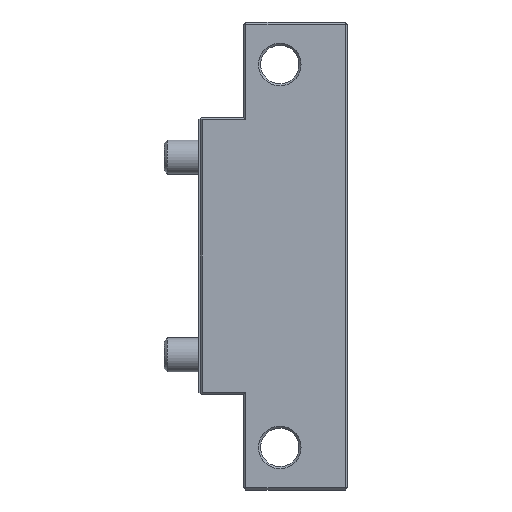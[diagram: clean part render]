
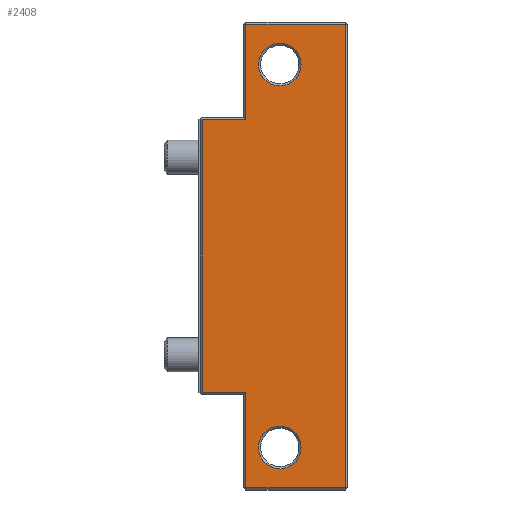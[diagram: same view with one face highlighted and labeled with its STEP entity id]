
A CAD part, front view. The second image highlights one B-rep face of the part: STEP entity #2408.
In plain terms, the highlighted planar face has unit normal (0, -1, 0).
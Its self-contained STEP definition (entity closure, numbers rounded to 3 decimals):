
#77=FACE_BOUND('',#787,.T.);
#78=FACE_BOUND('',#788,.T.);
#128=PLANE('',#2634);
#239=LINE('',#3836,#435);
#244=LINE('',#3846,#440);
#245=LINE('',#3848,#441);
#246=LINE('',#3850,#442);
#247=LINE('',#3852,#443);
#248=LINE('',#3854,#444);
#249=LINE('',#3856,#445);
#250=LINE('',#3857,#446);
#435=VECTOR('',#3077,10.);
#440=VECTOR('',#3084,10.);
#441=VECTOR('',#3085,10.);
#442=VECTOR('',#3086,10.);
#443=VECTOR('',#3087,10.);
#444=VECTOR('',#3088,10.);
#445=VECTOR('',#3089,10.);
#446=VECTOR('',#3090,10.);
#644=FACE_OUTER_BOUND('',#786,.T.);
#786=EDGE_LOOP('',(#1858,#1859,#1860,#1861,#1862,#1863,#1864,#1865));
#787=EDGE_LOOP('',(#1866));
#788=EDGE_LOOP('',(#1867));
#944=CIRCLE('',#2635,5.);
#945=CIRCLE('',#2636,5.);
#1103=VERTEX_POINT('',#3833);
#1104=VERTEX_POINT('',#3835);
#1108=VERTEX_POINT('',#3845);
#1109=VERTEX_POINT('',#3847);
#1110=VERTEX_POINT('',#3849);
#1111=VERTEX_POINT('',#3851);
#1112=VERTEX_POINT('',#3853);
#1113=VERTEX_POINT('',#3855);
#1114=VERTEX_POINT('',#3858);
#1115=VERTEX_POINT('',#3860);
#1365=EDGE_CURVE('',#1103,#1104,#239,.T.);
#1370=EDGE_CURVE('',#1108,#1103,#244,.T.);
#1371=EDGE_CURVE('',#1109,#1108,#245,.T.);
#1372=EDGE_CURVE('',#1110,#1109,#246,.T.);
#1373=EDGE_CURVE('',#1111,#1110,#247,.T.);
#1374=EDGE_CURVE('',#1112,#1111,#248,.T.);
#1375=EDGE_CURVE('',#1113,#1112,#249,.T.);
#1376=EDGE_CURVE('',#1104,#1113,#250,.T.);
#1377=EDGE_CURVE('',#1114,#1114,#944,.T.);
#1378=EDGE_CURVE('',#1115,#1115,#945,.T.);
#1858=ORIENTED_EDGE('',*,*,#1365,.F.);
#1859=ORIENTED_EDGE('',*,*,#1370,.F.);
#1860=ORIENTED_EDGE('',*,*,#1371,.F.);
#1861=ORIENTED_EDGE('',*,*,#1372,.F.);
#1862=ORIENTED_EDGE('',*,*,#1373,.F.);
#1863=ORIENTED_EDGE('',*,*,#1374,.F.);
#1864=ORIENTED_EDGE('',*,*,#1375,.F.);
#1865=ORIENTED_EDGE('',*,*,#1376,.F.);
#1866=ORIENTED_EDGE('',*,*,#1377,.F.);
#1867=ORIENTED_EDGE('',*,*,#1378,.F.);
#2408=ADVANCED_FACE('',(#644,#77,#78),#128,.T.);
#2634=AXIS2_PLACEMENT_3D('',#3844,#3082,#3083);
#2635=AXIS2_PLACEMENT_3D('',#3859,#3091,#3092);
#2636=AXIS2_PLACEMENT_3D('',#3861,#3093,#3094);
#3077=DIRECTION('',(0.,0.,1.));
#3082=DIRECTION('center_axis',(0.,-1.,0.));
#3083=DIRECTION('ref_axis',(1.,0.,0.));
#3084=DIRECTION('',(-1.,0.,0.));
#3085=DIRECTION('',(0.,0.,1.));
#3086=DIRECTION('',(-1.,0.,0.));
#3087=DIRECTION('',(0.,0.,-1.));
#3088=DIRECTION('',(1.,0.,0.));
#3089=DIRECTION('',(0.,0.,1.));
#3090=DIRECTION('',(1.,0.,0.));
#3091=DIRECTION('center_axis',(0.,-1.,0.));
#3092=DIRECTION('ref_axis',(1.,0.,0.));
#3093=DIRECTION('center_axis',(0.,-1.,0.));
#3094=DIRECTION('ref_axis',(1.,0.,0.));
#3833=CARTESIAN_POINT('',(0.75,0.,23.));
#3835=CARTESIAN_POINT('',(0.75,0.,87.));
#3836=CARTESIAN_POINT('',(0.75,0.,43.75));
#3844=CARTESIAN_POINT('Origin',(0.,0.,0.));
#3845=CARTESIAN_POINT('',(11.,0.,23.));
#3846=CARTESIAN_POINT('',(5.,0.,23.));
#3847=CARTESIAN_POINT('',(11.,0.,0.5));
#3848=CARTESIAN_POINT('',(11.,0.,0.));
#3849=CARTESIAN_POINT('',(34.5,0.,0.5));
#3850=CARTESIAN_POINT('',(5.,0.,0.5));
#3851=CARTESIAN_POINT('',(34.5,0.,109.5));
#3852=CARTESIAN_POINT('',(34.5,0.,0.));
#3853=CARTESIAN_POINT('',(11.,0.,109.5));
#3854=CARTESIAN_POINT('',(5.,0.,109.5));
#3855=CARTESIAN_POINT('',(11.,0.,87.));
#3856=CARTESIAN_POINT('',(11.,0.,43.75));
#3857=CARTESIAN_POINT('',(0.,0.,87.));
#3858=CARTESIAN_POINT('',(14.,0.,10.));
#3859=CARTESIAN_POINT('Origin',(19.,0.,10.));
#3860=CARTESIAN_POINT('',(14.,0.,100.));
#3861=CARTESIAN_POINT('Origin',(19.,0.,100.));
